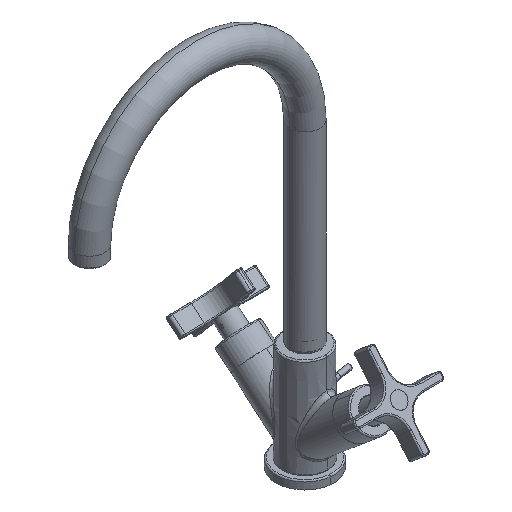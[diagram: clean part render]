
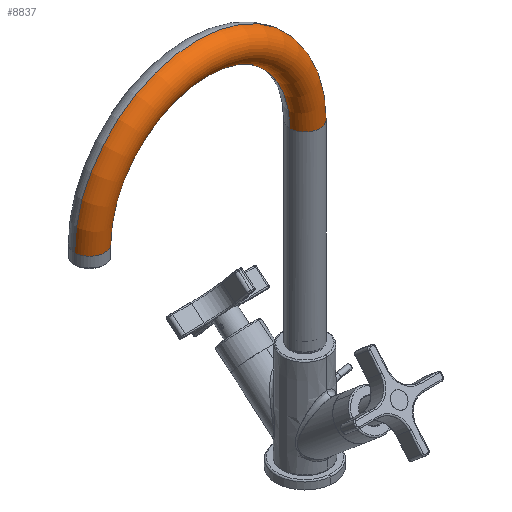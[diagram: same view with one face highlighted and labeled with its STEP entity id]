
A CAD part, isometric view. The second image highlights one B-rep face of the part: STEP entity #8837.
In plain terms, the highlighted toroidal (fillet/blend) face has major radius 86 mm and minor radius 12 mm.
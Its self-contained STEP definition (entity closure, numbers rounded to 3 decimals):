
#8784=CARTESIAN_POINT('Vertex',(-160.,0.,237.25)) ;
#8787=CARTESIAN_POINT('Axis2P3D Location',(-172.,0.,237.25)) ;
#8791=CARTESIAN_POINT('Vertex',(-184.,0.,237.25)) ;
#8807=CARTESIAN_POINT('Axis2P3D Location',(-86.,0.,237.25)) ;
#8812=CARTESIAN_POINT('Axis2P3D Location',(-86.,0.,237.25)) ;
#8816=CARTESIAN_POINT('Vertex',(12.,0.,237.25)) ;
#8819=CARTESIAN_POINT('Axis2P3D Location',(-86.,0.,237.25)) ;
#8823=CARTESIAN_POINT('Vertex',(-12.,0.,237.25)) ;
#8826=CARTESIAN_POINT('Axis2P3D Location',(0.,0.,237.25)) ;
#8788=DIRECTION('Axis2P3D Direction',(0.,0.,-1.)) ;
#8808=DIRECTION('Axis2P3D Direction',(0.,1.,0.)) ;
#8809=DIRECTION('Axis2P3D XDirection',(-1.,0.,0.)) ;
#8813=DIRECTION('Axis2P3D Direction',(0.,1.,0.)) ;
#8820=DIRECTION('Axis2P3D Direction',(0.,1.,0.)) ;
#8827=DIRECTION('Axis2P3D Direction',(0.,0.,1.)) ;
#8789=AXIS2_PLACEMENT_3D('Circle Axis2P3D',#8787,#8788,$) ;
#8810=AXIS2_PLACEMENT_3D('Torus Axis2P3D',#8807,#8808,#8809) ;
#8814=AXIS2_PLACEMENT_3D('Circle Axis2P3D',#8812,#8813,$) ;
#8821=AXIS2_PLACEMENT_3D('Circle Axis2P3D',#8819,#8820,$) ;
#8828=AXIS2_PLACEMENT_3D('Circle Axis2P3D',#8826,#8827,$) ;
#8790=CIRCLE('generated circle',#8789,12.) ;
#8815=CIRCLE('generated circle',#8814,98.) ;
#8822=CIRCLE('generated circle',#8821,74.) ;
#8829=CIRCLE('generated circle',#8828,12.) ;
#8811=TOROIDAL_SURFACE('homeo Torus',#8810,86.,12.) ;
#8793=EDGE_CURVE('',#8792,#8785,#8790,.F.) ;
#8818=EDGE_CURVE('',#8792,#8817,#8815,.T.) ;
#8825=EDGE_CURVE('',#8785,#8824,#8822,.T.) ;
#8830=EDGE_CURVE('',#8817,#8824,#8829,.F.) ;
#8832=ORIENTED_EDGE('',*,*,#8818,.F.) ;
#8833=ORIENTED_EDGE('',*,*,#8793,.T.) ;
#8834=ORIENTED_EDGE('',*,*,#8825,.T.) ;
#8835=ORIENTED_EDGE('',*,*,#8830,.F.) ;
#8831=EDGE_LOOP('',(#8832,#8833,#8834,#8835)) ;
#8785=VERTEX_POINT('',#8784) ;
#8792=VERTEX_POINT('',#8791) ;
#8817=VERTEX_POINT('',#8816) ;
#8824=VERTEX_POINT('',#8823) ;
#8837=ADVANCED_FACE('Product1_AllCATPart.1\\51.1\\P9B001.1\\P46734\\PartBody',(#8836),#8811,.T.) ;
#8836=FACE_OUTER_BOUND('',#8831,.T.) ;
